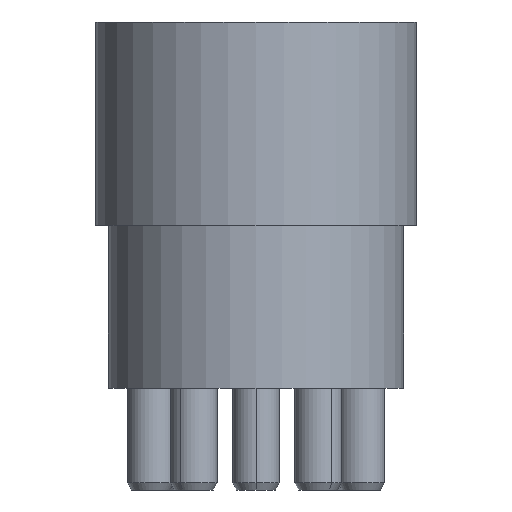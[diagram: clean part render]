
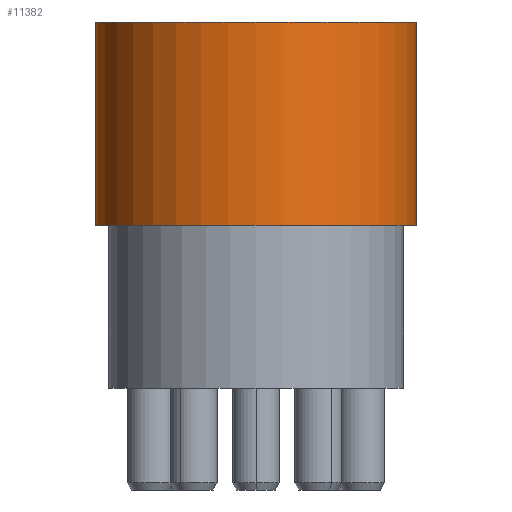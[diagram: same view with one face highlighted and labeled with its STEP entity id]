
A CAD part, front view. The second image highlights one B-rep face of the part: STEP entity #11382.
In plain terms, the highlighted cylindrical face has radius 7.874 mm (diameter 15.748 mm), a partial arc.
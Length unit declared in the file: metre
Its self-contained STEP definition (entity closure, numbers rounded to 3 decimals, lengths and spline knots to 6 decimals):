
#651 = DIRECTION ( 'NONE',  ( 0., 0., -1. ) ) ;
#1129 = CARTESIAN_POINT ( 'NONE',  ( 0.007874, 0., 0. ) ) ;
#1751 = DIRECTION ( 'NONE',  ( -1., 0., 0. ) ) ;
#2268 = AXIS2_PLACEMENT_3D ( 'NONE', #8533, #651, #12608 ) ;
#2615 = ORIENTED_EDGE ( 'NONE', *, *, #11014, .F. ) ;
#2933 = LINE ( 'NONE', #10196, #19599 ) ;
#3487 = DIRECTION ( 'NONE',  ( 0., 0., -1. ) ) ;
#3784 = DIRECTION ( 'NONE',  ( 0., 0., -1. ) ) ;
#4533 = VECTOR ( 'NONE', #8276, 1. ) ;
#5400 = VERTEX_POINT ( 'NONE', #23056 ) ;
#5605 = EDGE_LOOP ( 'NONE', ( #2615, #26106, #14095, #18982 ) ) ;
#6318 = CIRCLE ( 'NONE', #26112, 0.007874 ) ;
#6939 = CARTESIAN_POINT ( 'NONE',  ( -0.007874, 0., -0.01 ) ) ;
#8276 = DIRECTION ( 'NONE',  ( 0., 0., -1. ) ) ;
#8325 = FACE_OUTER_BOUND ( 'NONE', #5605, .T. ) ;
#8533 = CARTESIAN_POINT ( 'NONE',  ( 0., 0., 0. ) ) ;
#8935 = CARTESIAN_POINT ( 'NONE',  ( 0.007874, 0., -0.01 ) ) ;
#9329 = EDGE_CURVE ( 'NONE', #23445, #22944, #6318, .T. ) ;
#10196 = CARTESIAN_POINT ( 'NONE',  ( 0.007874, 0., 0. ) ) ;
#10644 = DIRECTION ( 'NONE',  ( 0., 0., -1. ) ) ;
#10874 = LINE ( 'NONE', #20542, #4533 ) ;
#11014 = EDGE_CURVE ( 'NONE', #21872, #23445, #2933, .T. ) ;
#11382 = ADVANCED_FACE ( 'NONE', ( #8325 ), #18553, .T. ) ;
#12608 = DIRECTION ( 'NONE',  ( -1., 0., 0. ) ) ;
#14095 = ORIENTED_EDGE ( 'NONE', *, *, #20000, .T. ) ;
#16065 = EDGE_CURVE ( 'NONE', #21872, #5400, #16436, .T. ) ;
#16436 = CIRCLE ( 'NONE', #2268, 0.007874 ) ;
#18553 = CYLINDRICAL_SURFACE ( 'NONE', #23718, 0.007874 ) ;
#18560 = CARTESIAN_POINT ( 'NONE',  ( 0., 0., -0.01 ) ) ;
#18982 = ORIENTED_EDGE ( 'NONE', *, *, #9329, .F. ) ;
#19599 = VECTOR ( 'NONE', #10644, 1. ) ;
#19882 = DIRECTION ( 'NONE',  ( -1., 0., 0. ) ) ;
#20000 = EDGE_CURVE ( 'NONE', #5400, #22944, #10874, .T. ) ;
#20542 = CARTESIAN_POINT ( 'NONE',  ( -0.007874, 0., 0. ) ) ;
#21872 = VERTEX_POINT ( 'NONE', #1129 ) ;
#22944 = VERTEX_POINT ( 'NONE', #6939 ) ;
#23056 = CARTESIAN_POINT ( 'NONE',  ( -0.007874, 0., 0. ) ) ;
#23445 = VERTEX_POINT ( 'NONE', #8935 ) ;
#23718 = AXIS2_PLACEMENT_3D ( 'NONE', #23726, #3487, #19882 ) ;
#23726 = CARTESIAN_POINT ( 'NONE',  ( 0., 0., 0. ) ) ;
#26106 = ORIENTED_EDGE ( 'NONE', *, *, #16065, .T. ) ;
#26112 = AXIS2_PLACEMENT_3D ( 'NONE', #18560, #3784, #1751 ) ;
